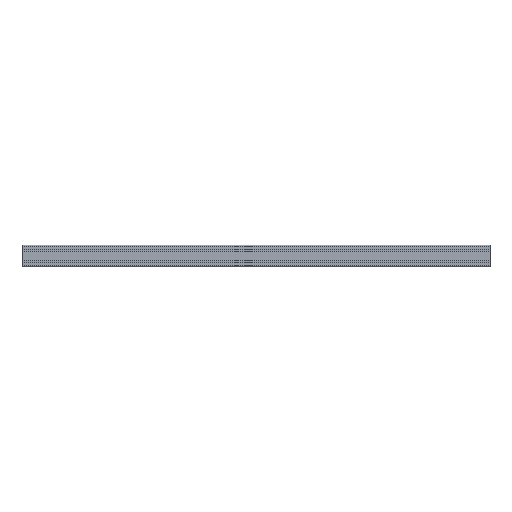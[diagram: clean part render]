
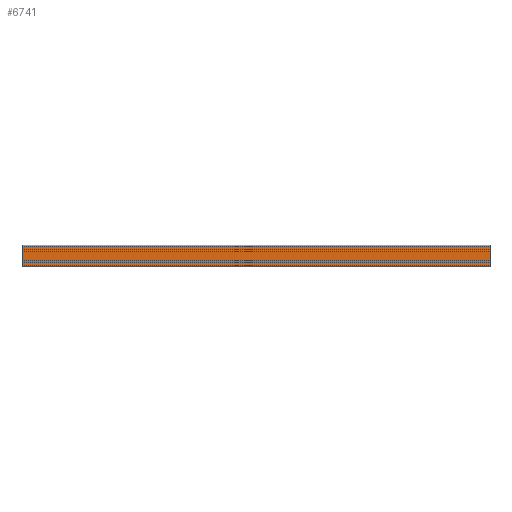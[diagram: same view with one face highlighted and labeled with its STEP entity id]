
A CAD part, front view. The second image highlights one B-rep face of the part: STEP entity #6741.
In plain terms, the highlighted planar face has unit normal (0, -1, 0).
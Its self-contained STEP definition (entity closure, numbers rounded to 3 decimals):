
#829=FACE_OUTER_BOUND('',#1163,.T.);
#1163=EDGE_LOOP('',(#5560,#5561,#5562,#5563));
#1868=LINE('',#11304,#2560);
#1881=LINE('',#11343,#2573);
#1882=LINE('',#11345,#2574);
#1883=LINE('',#11346,#2575);
#2560=VECTOR('',#9306,1.);
#2573=VECTOR('',#9345,1.);
#2574=VECTOR('',#9348,1.);
#2575=VECTOR('',#9349,1.);
#3224=VERTEX_POINT('',#11300);
#3226=VERTEX_POINT('',#11303);
#3238=VERTEX_POINT('',#11339);
#3239=VERTEX_POINT('',#11341);
#4213=EDGE_CURVE('',#3224,#3226,#1868,.T.);
#4233=EDGE_CURVE('',#3238,#3239,#1881,.T.);
#4234=EDGE_CURVE('',#3238,#3224,#1882,.T.);
#4235=EDGE_CURVE('',#3226,#3239,#1883,.T.);
#5560=ORIENTED_EDGE('',*,*,#4234,.F.);
#5561=ORIENTED_EDGE('',*,*,#4233,.T.);
#5562=ORIENTED_EDGE('',*,*,#4235,.F.);
#5563=ORIENTED_EDGE('',*,*,#4213,.F.);
#6407=PLANE('',#7381);
#6741=ADVANCED_FACE('',(#829),#6407,.T.);
#7381=AXIS2_PLACEMENT_3D('',#11344,#9346,#9347);
#9306=DIRECTION('',(1.,0.,0.));
#9345=DIRECTION('',(1.,0.,0.));
#9346=DIRECTION('center_axis',(0.,-1.,0.));
#9347=DIRECTION('ref_axis',(0.,0.,-1.));
#9348=DIRECTION('',(0.,0.,1.));
#9349=DIRECTION('',(0.,0.,-1.));
#11300=CARTESIAN_POINT('',(0.,0.,87.5));
#11303=CARTESIAN_POINT('',(2000.,0.,87.5));
#11304=CARTESIAN_POINT('',(0.,0.,87.5));
#11339=CARTESIAN_POINT('',(0.,0.,2.5));
#11341=CARTESIAN_POINT('',(2000.,0.,2.5));
#11343=CARTESIAN_POINT('',(0.,0.,2.5));
#11344=CARTESIAN_POINT('Origin',(0.,0.,87.5));
#11345=CARTESIAN_POINT('',(0.,0.,2.5));
#11346=CARTESIAN_POINT('',(2000.,0.,2.5));
